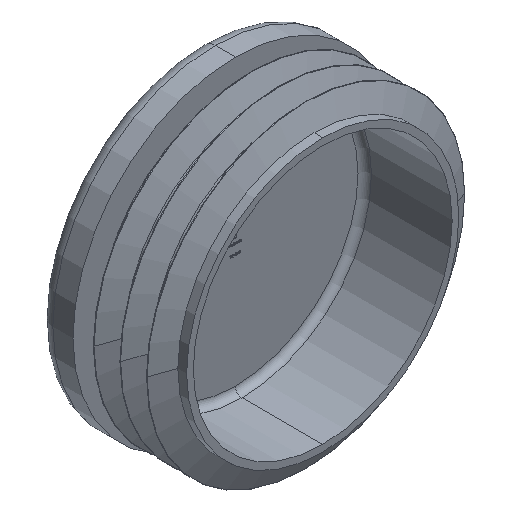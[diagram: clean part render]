
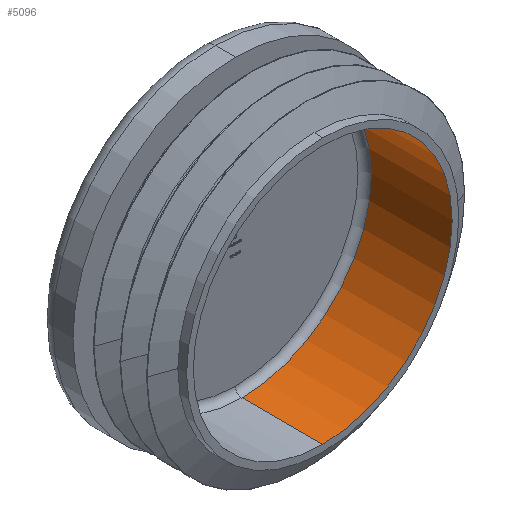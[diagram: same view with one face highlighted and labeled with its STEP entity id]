
A CAD part, isometric view. The second image highlights one B-rep face of the part: STEP entity #5096.
In plain terms, the highlighted cylindrical face has radius 19.25 mm (diameter 38.5 mm), a partial arc.
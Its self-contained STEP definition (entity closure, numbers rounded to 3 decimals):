
#254 = EDGE_CURVE ( 'NONE', #344, #9621, #2041, .T. ) ;
#344 = VERTEX_POINT ( 'NONE', #5505 ) ;
#1066 = VECTOR ( 'NONE', #2359, 1000. ) ;
#1369 = ORIENTED_EDGE ( 'NONE', *, *, #254, .T. ) ;
#2041 = CIRCLE ( 'NONE', #3592, 19.25 ) ;
#2117 = CYLINDRICAL_SURFACE ( 'NONE', #9526, 19.25 ) ;
#2152 = VERTEX_POINT ( 'NONE', #5504 ) ;
#2359 = DIRECTION ( 'NONE',  ( 0., -1., 0. ) ) ;
#2688 = DIRECTION ( 'NONE',  ( 0., -1., 0. ) ) ;
#3087 = EDGE_CURVE ( 'NONE', #344, #2152, #10693, .T. ) ;
#3126 = EDGE_CURVE ( 'NONE', #9186, #2152, #8113, .T. ) ;
#3256 = CARTESIAN_POINT ( 'NONE',  ( 0., 0., -19.25 ) ) ;
#3399 = DIRECTION ( 'NONE',  ( 0., -1., 0. ) ) ;
#3592 = AXIS2_PLACEMENT_3D ( 'NONE', #10333, #3614, #8429 ) ;
#3614 = DIRECTION ( 'NONE',  ( 0., 1., 0. ) ) ;
#3899 = LINE ( 'NONE', #12453, #5883 ) ;
#4630 = EDGE_LOOP ( 'NONE', ( #10541, #1369, #11325, #5650 ) ) ;
#5096 = ADVANCED_FACE ( 'NONE', ( #11125 ), #2117, .F. ) ;
#5286 = CARTESIAN_POINT ( 'NONE',  ( 0., 12., -19.25 ) ) ;
#5287 = CARTESIAN_POINT ( 'NONE',  ( 0., 13., 19.25 ) ) ;
#5504 = CARTESIAN_POINT ( 'NONE',  ( 0., 0., 19.25 ) ) ;
#5505 = CARTESIAN_POINT ( 'NONE',  ( 0., 12., 19.25 ) ) ;
#5650 = ORIENTED_EDGE ( 'NONE', *, *, #3126, .T. ) ;
#5883 = VECTOR ( 'NONE', #2688, 1000. ) ;
#6663 = DIRECTION ( 'NONE',  ( 0., -1., 0. ) ) ;
#6709 = AXIS2_PLACEMENT_3D ( 'NONE', #7755, #6663, #12539 ) ;
#7755 = CARTESIAN_POINT ( 'NONE',  ( 0., 0., 0. ) ) ;
#8113 = CIRCLE ( 'NONE', #6709, 19.25 ) ;
#8429 = DIRECTION ( 'NONE',  ( 0., 0., -1. ) ) ;
#8482 = EDGE_CURVE ( 'NONE', #9621, #9186, #3899, .T. ) ;
#8609 = DIRECTION ( 'NONE',  ( 0., 0., -1. ) ) ;
#9186 = VERTEX_POINT ( 'NONE', #3256 ) ;
#9382 = CARTESIAN_POINT ( 'NONE',  ( 0., 13., 0. ) ) ;
#9526 = AXIS2_PLACEMENT_3D ( 'NONE', #9382, #3399, #8609 ) ;
#9621 = VERTEX_POINT ( 'NONE', #5286 ) ;
#10333 = CARTESIAN_POINT ( 'NONE',  ( 0., 12., 0. ) ) ;
#10541 = ORIENTED_EDGE ( 'NONE', *, *, #3087, .F. ) ;
#10693 = LINE ( 'NONE', #5287, #1066 ) ;
#11125 = FACE_OUTER_BOUND ( 'NONE', #4630, .T. ) ;
#11325 = ORIENTED_EDGE ( 'NONE', *, *, #8482, .T. ) ;
#12453 = CARTESIAN_POINT ( 'NONE',  ( 0., 13., -19.25 ) ) ;
#12539 = DIRECTION ( 'NONE',  ( 0., 0., -1. ) ) ;
